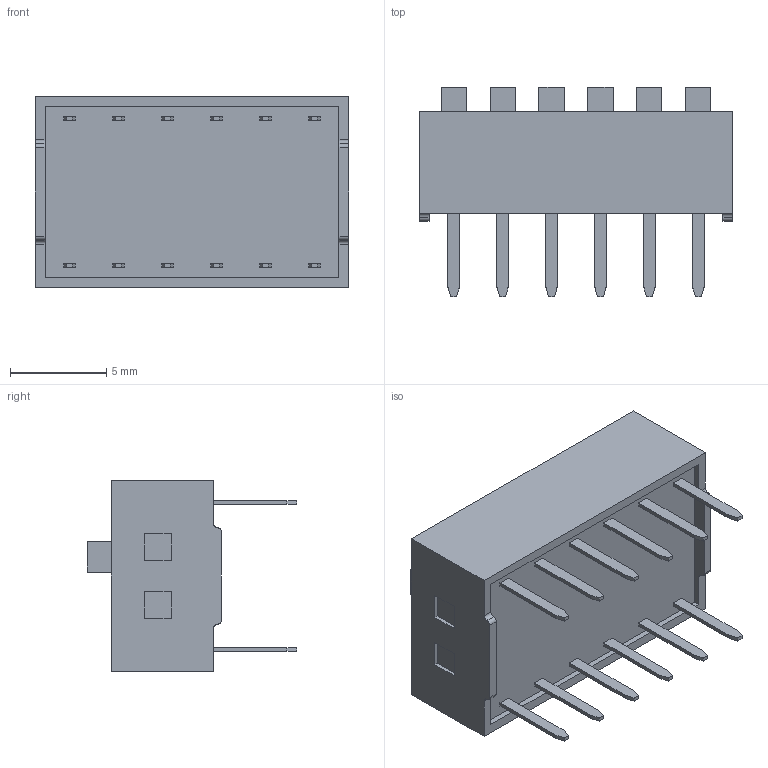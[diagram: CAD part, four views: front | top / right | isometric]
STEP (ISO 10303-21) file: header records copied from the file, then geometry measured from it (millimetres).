
FILE_DESCRIPTION (( 'STEP AP214' ), '1' );
FILE_NAME ('418117270906.STEP', '2024-01-05T07:22:53', ( 'LENOVO' ), ( '' ), 'SwSTEP 2.0', 'SolidWorks 2021', '' );
FILE_SCHEMA (( 'AUTOMOTIVE_DESIGN' ));
Length unit declared in the file: millimetre
Products named in the file (1): 418117270906
Bounding box: 16.24 x 10.85 x 9.9 mm (x, y, z)
Volume: 826.1 mm3; surface area: 873.1 mm2
Topology: 19 solids, 19 shells, 216 faces, 504 edges, 336 vertices
Faces by surface type: plane 208, cylinder 8
Entity records: 7879 total; most frequent: CARTESIAN_POINT 1057, ORIENTED_EDGE 1008, DIRECTION 954, EDGE_CURVE 504, VECTOR 488, LINE 488, VERTEX_POINT 336, AXIS2_PLACEMENT_3D 233
